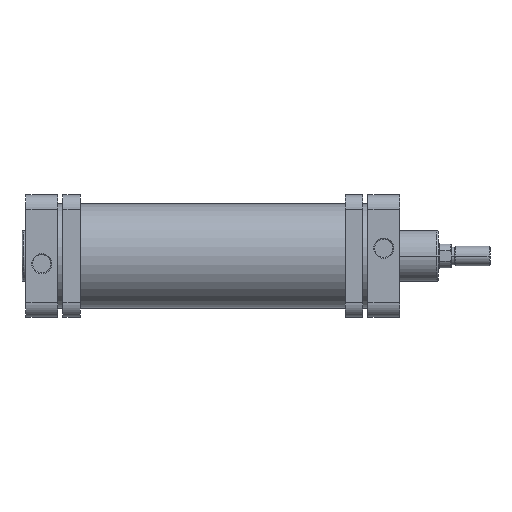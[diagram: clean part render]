
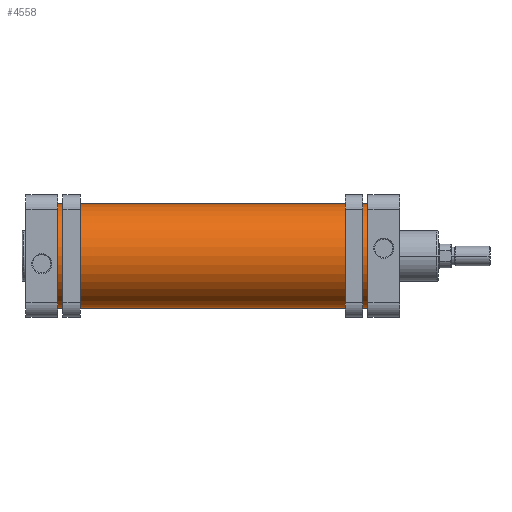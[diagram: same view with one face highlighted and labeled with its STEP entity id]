
A CAD part, front view. The second image highlights one B-rep face of the part: STEP entity #4558.
In plain terms, the highlighted cylindrical face has radius 53.5 mm (diameter 107 mm), a partial arc.
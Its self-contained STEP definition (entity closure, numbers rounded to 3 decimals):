
#6 = VERTEX_POINT ( 'NONE', #4369 ) ;
#7 = VERTEX_POINT ( 'NONE', #4403 ) ;
#417 = EDGE_LOOP ( 'NONE', ( #946, #945, #944, #943 ) ) ;
#943 = ORIENTED_EDGE ( 'NONE', *, *, #1790, .T. ) ;
#944 = ORIENTED_EDGE ( 'NONE', *, *, #1785, .T. ) ;
#945 = ORIENTED_EDGE ( 'NONE', *, *, #1788, .F. ) ;
#946 = ORIENTED_EDGE ( 'NONE', *, *, #1783, .F. ) ;
#1487 = LINE ( 'NONE', #4789, #1489 ) ;
#1489 = VECTOR ( 'NONE', #5085, 1000. ) ;
#1491 = VECTOR ( 'NONE', #4972, 1000. ) ;
#1495 = LINE ( 'NONE', #5084, #1491 ) ;
#1499 = CIRCLE ( 'NONE', #2011, 53.5 ) ;
#1502 = CIRCLE ( 'NONE', #2015, 53.5 ) ;
#1783 = EDGE_CURVE ( 'NONE', #5145, #7, #1487, .T. ) ;
#1785 = EDGE_CURVE ( 'NONE', #6, #5127, #1495, .T. ) ;
#1788 = EDGE_CURVE ( 'NONE', #6, #5145, #1499, .T. ) ;
#1790 = EDGE_CURVE ( 'NONE', #5127, #7, #1502, .T. ) ;
#2011 = AXIS2_PLACEMENT_3D ( 'NONE', #4960, #4205, #4206 ) ;
#2015 = AXIS2_PLACEMENT_3D ( 'NONE', #4203, #2337, #2338 ) ;
#2202 = AXIS2_PLACEMENT_3D ( 'NONE', #3226, #3225, #3224 ) ;
#2337 = DIRECTION ( 'NONE',  ( 0., 0., 1. ) ) ;
#2338 = DIRECTION ( 'NONE',  ( 1., 0., 0. ) ) ;
#3224 = DIRECTION ( 'NONE',  ( -1., 0., 0. ) ) ;
#3225 = DIRECTION ( 'NONE',  ( 0., 0., -1. ) ) ;
#3226 = CARTESIAN_POINT ( 'NONE',  ( 0., 0., 319. ) ) ;
#3550 = CARTESIAN_POINT ( 'NONE',  ( -53.5, 0., 0. ) ) ;
#3569 = CARTESIAN_POINT ( 'NONE',  ( 53.5, 0., 319. ) ) ;
#3821 = FACE_OUTER_BOUND ( 'NONE', #417, .T. ) ;
#3824 = CYLINDRICAL_SURFACE ( 'NONE', #2202, 53.5 ) ;
#4203 = CARTESIAN_POINT ( 'NONE',  ( 0., 0., 0. ) ) ;
#4205 = DIRECTION ( 'NONE',  ( 0., 0., 1. ) ) ;
#4206 = DIRECTION ( 'NONE',  ( 1., 0., 0. ) ) ;
#4369 = CARTESIAN_POINT ( 'NONE',  ( -53.5, 0., 319. ) ) ;
#4403 = CARTESIAN_POINT ( 'NONE',  ( 53.5, 0., 0. ) ) ;
#4558 = ADVANCED_FACE ( 'NONE', ( #3821 ), #3824, .T. ) ;
#4789 = CARTESIAN_POINT ( 'NONE',  ( 53.5, 0., 319. ) ) ;
#4960 = CARTESIAN_POINT ( 'NONE',  ( 0., 0., 319. ) ) ;
#4972 = DIRECTION ( 'NONE',  ( 0., 0., -1. ) ) ;
#5084 = CARTESIAN_POINT ( 'NONE',  ( -53.5, 0., 319. ) ) ;
#5085 = DIRECTION ( 'NONE',  ( 0., 0., -1. ) ) ;
#5127 = VERTEX_POINT ( 'NONE', #3550 ) ;
#5145 = VERTEX_POINT ( 'NONE', #3569 ) ;
